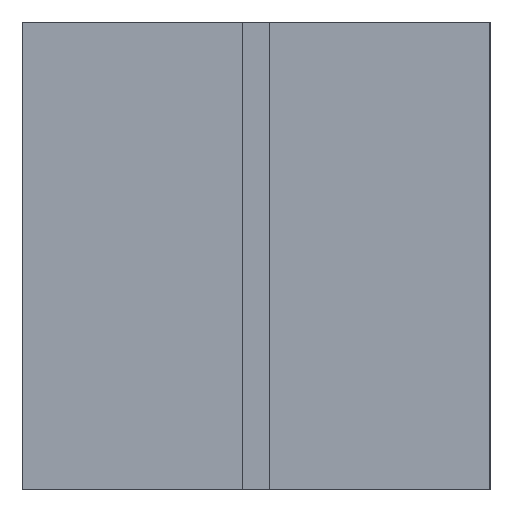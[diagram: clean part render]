
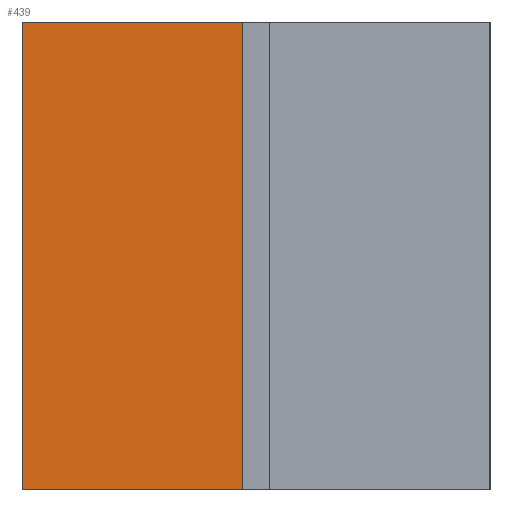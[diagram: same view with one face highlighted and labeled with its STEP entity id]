
A CAD part, left-side view. The second image highlights one B-rep face of the part: STEP entity #439.
In plain terms, the highlighted planar face has unit normal (-1, 0.001, 0).
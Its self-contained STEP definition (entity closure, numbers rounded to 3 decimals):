
#63 = VERTEX_POINT('',#64);
#64 = CARTESIAN_POINT('',(-257.989,17.5,35.));
#70 = EDGE_CURVE('',#71,#63,#73,.T.);
#71 = VERTEX_POINT('',#72);
#72 = CARTESIAN_POINT('',(-257.989,17.5,0.));
#73 = LINE('',#74,#75);
#74 = CARTESIAN_POINT('',(-257.989,17.5,0.));
#75 = VECTOR('',#76,1.);
#76 = DIRECTION('',(0.,0.,1.));
#191 = EDGE_CURVE('',#192,#71,#194,.T.);
#192 = VERTEX_POINT('',#193);
#193 = CARTESIAN_POINT('',(-258.,1.,0.));
#194 = LINE('',#195,#196);
#195 = CARTESIAN_POINT('',(-258.,1.,0.));
#196 = VECTOR('',#197,1.);
#197 = DIRECTION('',(0.001,1.,0.));
#318 = EDGE_CURVE('',#319,#63,#321,.T.);
#319 = VERTEX_POINT('',#320);
#320 = CARTESIAN_POINT('',(-258.,1.,35.));
#321 = LINE('',#322,#323);
#322 = CARTESIAN_POINT('',(-258.,1.,35.));
#323 = VECTOR('',#324,1.);
#324 = DIRECTION('',(0.001,1.,0.));
#439 = ADVANCED_FACE('',(#440),#451,.T.);
#440 = FACE_BOUND('',#441,.T.);
#441 = EDGE_LOOP('',(#442,#448,#449,#450));
#442 = ORIENTED_EDGE('',*,*,#443,.T.);
#443 = EDGE_CURVE('',#192,#319,#444,.T.);
#444 = LINE('',#445,#446);
#445 = CARTESIAN_POINT('',(-258.,1.,0.));
#446 = VECTOR('',#447,1.);
#447 = DIRECTION('',(0.,0.,1.));
#448 = ORIENTED_EDGE('',*,*,#318,.T.);
#449 = ORIENTED_EDGE('',*,*,#70,.F.);
#450 = ORIENTED_EDGE('',*,*,#191,.F.);
#451 = PLANE('',#452);
#452 = AXIS2_PLACEMENT_3D('',#453,#454,#455);
#453 = CARTESIAN_POINT('',(-258.,1.,0.));
#454 = DIRECTION('',(-1.,0.001,0.));
#455 = DIRECTION('',(0.001,1.,0.));
